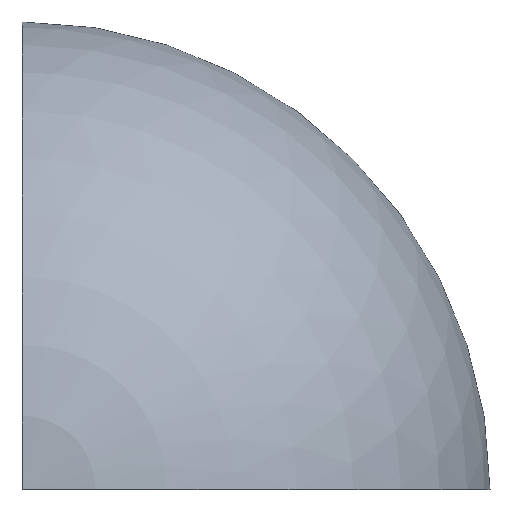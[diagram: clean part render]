
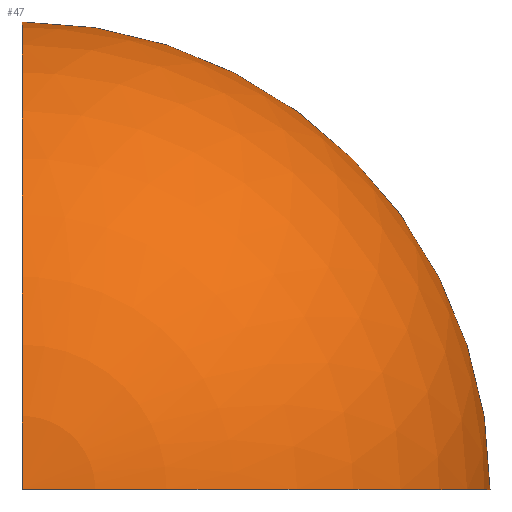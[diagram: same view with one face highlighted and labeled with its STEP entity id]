
A CAD part, top view. The second image highlights one B-rep face of the part: STEP entity #47.
In plain terms, the highlighted spherical face has radius 50 mm.
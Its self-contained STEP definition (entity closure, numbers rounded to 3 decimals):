
#47=ADVANCED_FACE('',(#54),#55,.T.);
#54=FACE_OUTER_BOUND('',#64,.T.);
#55=SPHERICAL_SURFACE('',#65,50.0);
#64=EDGE_LOOP('',(#78,#79,#80));
#65=AXIS2_PLACEMENT_3D('',#81,#82,#83);
#78=ORIENTED_EDGE('',*,*,#108,.T.);
#79=ORIENTED_EDGE('',*,*,#109,.F.);
#80=ORIENTED_EDGE('',*,*,#110,.T.);
#81=CARTESIAN_POINT('',(0.0,0.0,0.0));
#82=DIRECTION('',(0.0,0.0,1.0));
#83=DIRECTION('',(1.0,0.0,0.0));
#108=EDGE_CURVE('',#120,#121,#122,.T.);
#109=EDGE_CURVE('',#123,#121,#124,.T.);
#110=EDGE_CURVE('',#123,#120,#125,.T.);
#120=VERTEX_POINT('',#135);
#121=VERTEX_POINT('',#136);
#122=CIRCLE('',#137,50.0);
#123=VERTEX_POINT('',#138);
#124=CIRCLE('',#139,50.0);
#125=CIRCLE('',#140,50.0);
#135=CARTESIAN_POINT('',(0.,50.0,0.0));
#136=CARTESIAN_POINT('',(0.,0.0,50.0));
#137=AXIS2_PLACEMENT_3D('',#156,#157,#158);
#138=CARTESIAN_POINT('',(50.0,0.0,0.0));
#139=AXIS2_PLACEMENT_3D('',#159,#160,#161);
#140=AXIS2_PLACEMENT_3D('',#162,#163,#164);
#156=CARTESIAN_POINT('',(0.0,0.0,0.0));
#157=DIRECTION('',(1.0,0.0,0.));
#158=DIRECTION('',(0.,0.0,1.0));
#159=CARTESIAN_POINT('',(0.0,0.0,0.0));
#160=DIRECTION('',(0.0,-1.0,0.0));
#161=DIRECTION('',(1.0,0.0,0.0));
#162=CARTESIAN_POINT('',(0.0,0.0,0.0));
#163=DIRECTION('',(0.0,0.0,1.0));
#164=DIRECTION('',(1.0,0.0,0.0));
